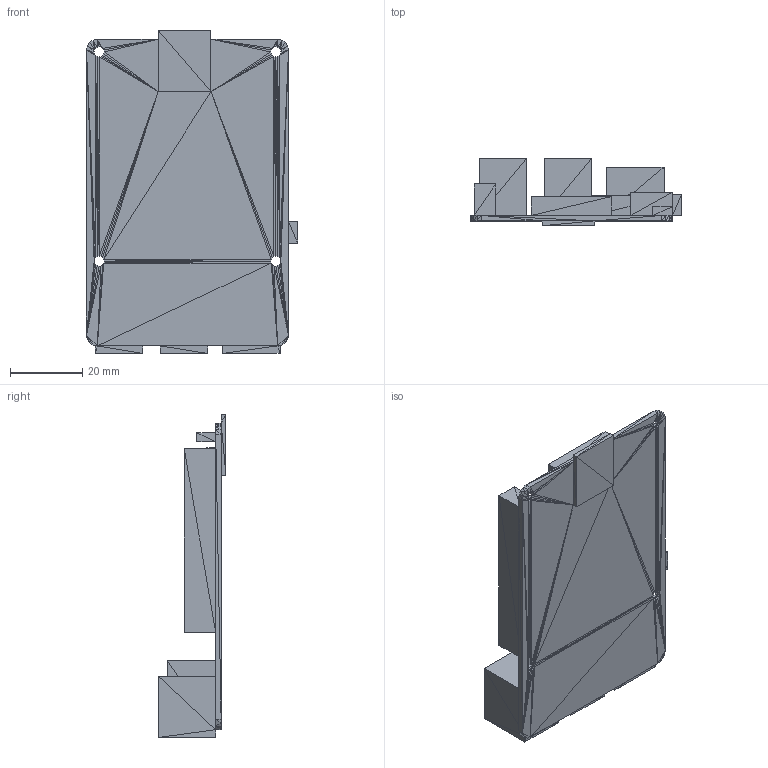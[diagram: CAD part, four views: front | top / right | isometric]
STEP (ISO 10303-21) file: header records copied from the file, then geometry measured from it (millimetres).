
FILE_DESCRIPTION(('HOOPS Exchange Step'),'2;1');
FILE_NAME('Raspberry Pi Master:1.step','2023-03-04T18:59:50+00:00',('root'),('Unknown organisation'),'HOOPS Exchange 2022.1','HOOPS Exchange','Unknown authorisation');
FILE_SCHEMA( ('AP203_CONFIGURATION_CONTROLLED_3D_DESIGN_OF_MECHANICAL_PARTS_AND_ASSEMBLIES_MIM_LF') );
Length unit declared in the file: millimetre
Products named in the file (1): 0
Bounding box: 58.5 x 18.85 x 89.52 mm (x, y, z)
Surface area: 15415.3 mm2 (no closed solid volume)
Topology: 0 solids, 1 shells, 528 faces, 802 edges, 262 vertices
Faces by surface type: plane 528
Entity records: 4509 total; most frequent: DIRECTION 1058, CARTESIAN_POINT 791, AXIS2_PLACEMENT_3D 529, PLANE 528, POLY_LOOP 528, FACE_OUTER_BOUND 528, FACE_SURFACE 528, PLANE_ANGLE_MEASURE_WITH_UNIT 1
